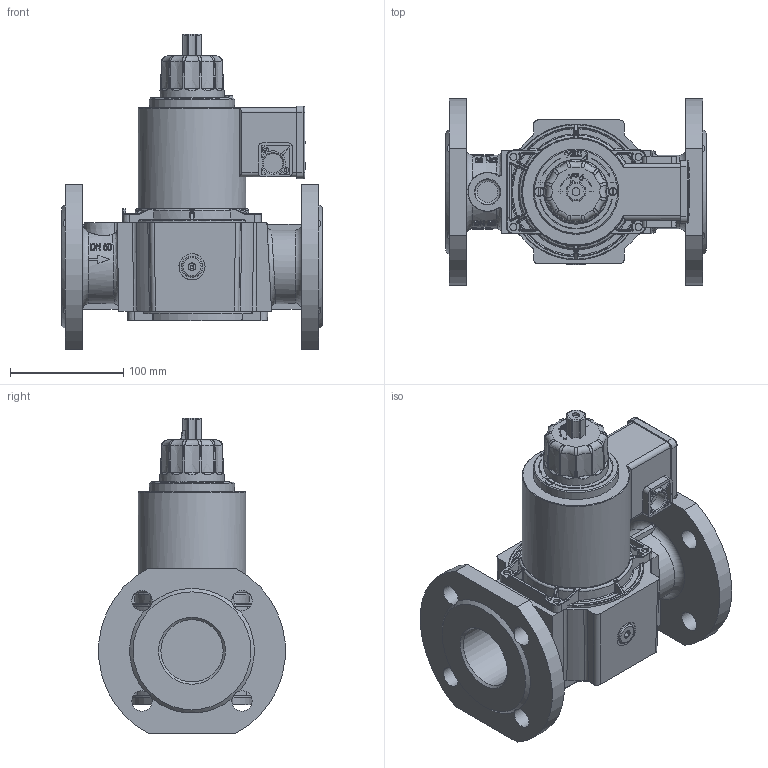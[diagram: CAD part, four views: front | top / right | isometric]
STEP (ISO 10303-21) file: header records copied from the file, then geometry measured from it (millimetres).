
FILE_DESCRIPTION(/* description */ (''),/* implementation_level */ '2;1');
FILE_NAME(/* name */ '111195.ipt.step',/* time_stamp */ '2015-12-15T07:17:30+01:00',/* author */ ('JT'),/* organization */ (''),/* preprocessor_version */ 'ST-DEVELOPER v15.2',/* originating_system */ 'Autodesk Inventor 2014',/* authorisation */ '');
FILE_SCHEMA (('AUTOMOTIVE_DESIGN { 1 0 10303 214 3 1 1 }'));
Products named in the file (1): 111195
Bounding box: 230 x 164.42 x 278 mm (x, y, z)
Volume: 2751190.4 mm3; surface area: 260554.2 mm2
Topology: 1 solids, 2 shells, 2212 faces, 5695 edges, 3517 vertices
Faces by surface type: bspline 816, plane 639, cylinder 376, torus 207, cone 154, sphere 20
Full cylindrical faces by diameter (mm): 0.8 x2, 2.5 x4, 3 x1, 3.571 x1, 3.6 x1, 4 x1, 4.3 x1, 6.3 x4, 6.5 x2, 14 x1, 17.2 x2, 18 x10, 19 x2, 23 x2, 55 x2, 95 x1
Entity records: 97364 total; most frequent: CARTESIAN_POINT 48107, ORIENTED_EDGE 11044, DIRECTION 8973, EDGE_CURVE 5522, VERTEX_POINT 3491, AXIS2_PLACEMENT_3D 3470, EDGE_LOOP 2409, FACE_OUTER_BOUND 2212
